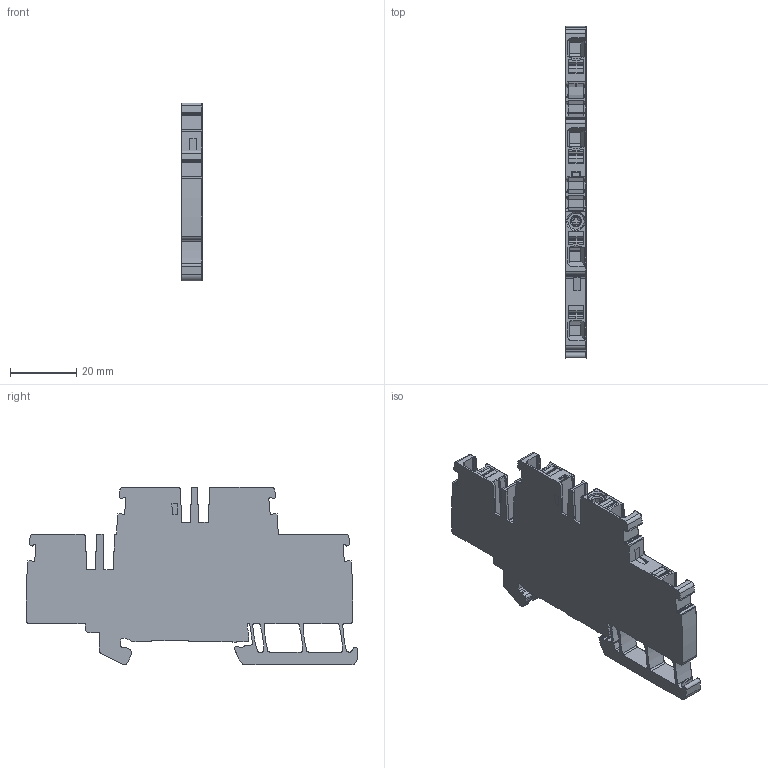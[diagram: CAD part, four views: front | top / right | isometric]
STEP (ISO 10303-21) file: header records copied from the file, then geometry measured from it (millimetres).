
FILE_DESCRIPTION(('CATIA V5 STEP Exchange','CAx-IF Rec.Pracs.--- Model Styling and Organization---1.4--- 2014-01-23'),'2;1');
FILE_NAME ('344579-1_3', '2023-12-15T06:52:55+00:00', ('none'), ('Weidmueller'), 'CATIA Version 5-6 Release 2016 SP3 HF44', 'CATIA V5 STEP AP214', 'none');
FILE_SCHEMA(('AUTOMOTIVE_DESIGN { 1 0 10303 214 1 1 1 1 }'));
Length unit declared in the file: millimetre
Products named in the file (1): 2539990000
Bounding box: 6.1 x 99.98 x 53.6 mm (x, y, z)
Volume: 19817.1 mm3; surface area: 19395.2 mm2
Topology: 6 solids, 7 shells, 1135 faces, 3359 edges, 2242 vertices
Faces by surface type: plane 550, cylinder 547, torus 16, cone 11, bspline 11
Entity records: 39116 total; most frequent: CARTESIAN_POINT 9474, ORIENTED_EDGE 6712, DIRECTION 5020, EDGE_CURVE 3356, VERTEX_POINT 2242, VECTOR 2150, LINE 2150, AXIS2_PLACEMENT_3D 1901
